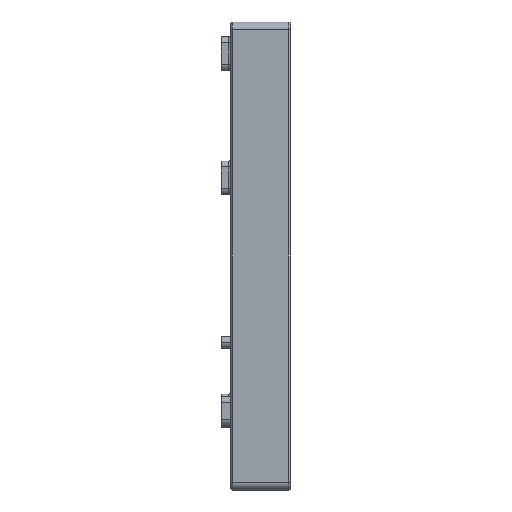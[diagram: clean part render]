
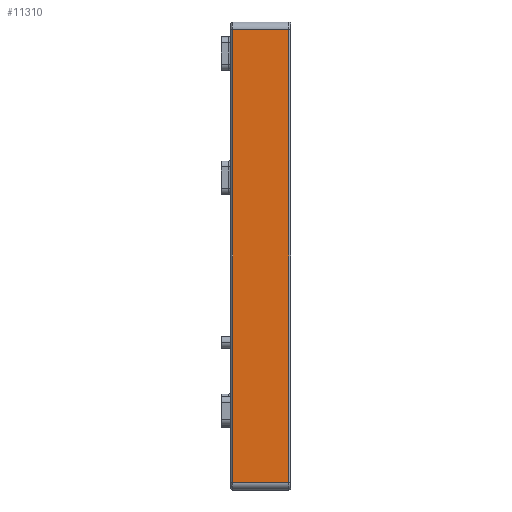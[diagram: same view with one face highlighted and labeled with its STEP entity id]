
A CAD part, left-side view. The second image highlights one B-rep face of the part: STEP entity #11310.
In plain terms, the highlighted planar face has unit normal (-1, 0, 0).
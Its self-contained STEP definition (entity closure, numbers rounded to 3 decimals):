
#371 = VERTEX_POINT ( 'NONE', #5557 ) ;
#468 = EDGE_CURVE ( 'NONE', #2968, #859, #9062, .T. ) ;
#859 = VERTEX_POINT ( 'NONE', #10602 ) ;
#1205 = LINE ( 'NONE', #3982, #11507 ) ;
#1382 = DIRECTION ( 'NONE',  ( 0., 0., -1. ) ) ;
#1639 = CARTESIAN_POINT ( 'NONE',  ( 0., 14.8, 117.5 ) ) ;
#2938 = LINE ( 'NONE', #11423, #5617 ) ;
#2968 = VERTEX_POINT ( 'NONE', #10274 ) ;
#3982 = CARTESIAN_POINT ( 'NONE',  ( 0., 14.8, 2. ) ) ;
#4270 = AXIS2_PLACEMENT_3D ( 'NONE', #6017, #8795, #1382 ) ;
#4411 = EDGE_LOOP ( 'NONE', ( #9648, #6740, #4823, #9975 ) ) ;
#4823 = ORIENTED_EDGE ( 'NONE', *, *, #10017, .T. ) ;
#5557 = CARTESIAN_POINT ( 'NONE',  ( 0., 14.8, 2. ) ) ;
#5599 = DIRECTION ( 'NONE',  ( 0., -1., 0. ) ) ;
#5617 = VECTOR ( 'NONE', #11300, 1000. ) ;
#6017 = CARTESIAN_POINT ( 'NONE',  ( 0., 15.3, 0. ) ) ;
#6657 = EDGE_CURVE ( 'NONE', #371, #2968, #7388, .T. ) ;
#6740 = ORIENTED_EDGE ( 'NONE', *, *, #468, .T. ) ;
#6834 = DIRECTION ( 'NONE',  ( 0., 0., -1. ) ) ;
#6851 = VECTOR ( 'NONE', #5599, 1000. ) ;
#7388 = LINE ( 'NONE', #11073, #6851 ) ;
#8076 = DIRECTION ( 'NONE',  ( 0., 0., 1. ) ) ;
#8199 = CARTESIAN_POINT ( 'NONE',  ( 0., 0.5, 0. ) ) ;
#8446 = VECTOR ( 'NONE', #8076, 1000. ) ;
#8795 = DIRECTION ( 'NONE',  ( 1., 0., 0. ) ) ;
#9039 = PLANE ( 'NONE',  #4270 ) ;
#9062 = LINE ( 'NONE', #8199, #8446 ) ;
#9553 = VERTEX_POINT ( 'NONE', #1639 ) ;
#9648 = ORIENTED_EDGE ( 'NONE', *, *, #6657, .T. ) ;
#9724 = EDGE_CURVE ( 'NONE', #9553, #371, #1205, .T. ) ;
#9975 = ORIENTED_EDGE ( 'NONE', *, *, #9724, .T. ) ;
#10017 = EDGE_CURVE ( 'NONE', #859, #9553, #2938, .T. ) ;
#10274 = CARTESIAN_POINT ( 'NONE',  ( 0., 0.5, 2. ) ) ;
#10602 = CARTESIAN_POINT ( 'NONE',  ( 0., 0.5, 117.5 ) ) ;
#10685 = FACE_OUTER_BOUND ( 'NONE', #4411, .T. ) ;
#11073 = CARTESIAN_POINT ( 'NONE',  ( 0., 15.3, 2. ) ) ;
#11300 = DIRECTION ( 'NONE',  ( 0., 1., 0. ) ) ;
#11310 = ADVANCED_FACE ( 'NONE', ( #10685 ), #9039, .F. ) ;
#11423 = CARTESIAN_POINT ( 'NONE',  ( 0., 15.3, 117.5 ) ) ;
#11507 = VECTOR ( 'NONE', #6834, 1000. ) ;
